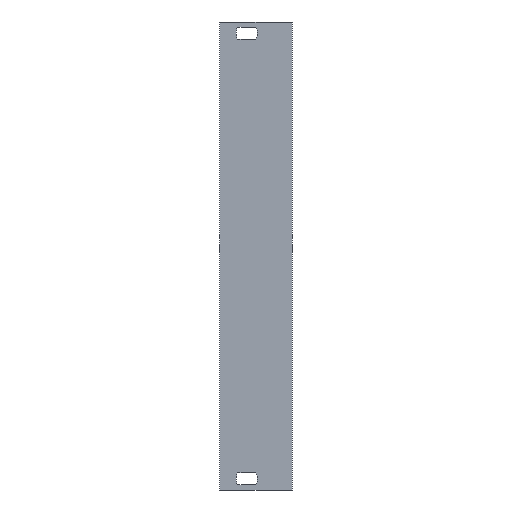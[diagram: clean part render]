
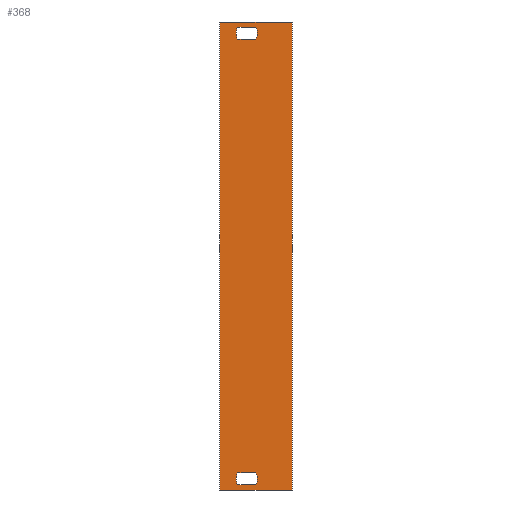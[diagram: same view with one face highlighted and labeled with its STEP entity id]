
A CAD part, front view. The second image highlights one B-rep face of the part: STEP entity #368.
In plain terms, the highlighted planar face has unit normal (0, -1, 0).
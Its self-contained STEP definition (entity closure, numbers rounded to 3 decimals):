
#93=DIRECTION('',(-1.,0.,0.));
#94=VECTOR('',#93,20.);
#95=CARTESIAN_POINT('',(10.,-2.5,64.35));
#96=LINE('',#95,#94);
#109=DIRECTION('',(-1.,0.,0.));
#110=VECTOR('',#109,20.);
#111=CARTESIAN_POINT('',(10.,-2.5,-64.35));
#112=LINE('',#111,#110);
#121=DIRECTION('',(0.,0.,-1.));
#122=VECTOR('',#121,128.7);
#123=CARTESIAN_POINT('',(-10.,-2.5,64.35));
#124=LINE('',#123,#122);
#125=DIRECTION('',(0.,0.,-1.));
#126=VECTOR('',#125,128.7);
#127=CARTESIAN_POINT('',(10.,-2.5,64.35));
#128=LINE('',#127,#126);
#129=CARTESIAN_POINT('',(-2.54,-2.5,61.25));
#130=DIRECTION('',(0.,1.,0.));
#131=DIRECTION('',(-0.829,0.,-0.559));
#132=AXIS2_PLACEMENT_3D('',#129,#130,#131);
#134=DIRECTION('',(-1.,0.,0.));
#135=VECTOR('',#134,4.891);
#136=CARTESIAN_POINT('',(-0.095,-2.5,59.6));
#137=LINE('',#136,#135);
#138=CARTESIAN_POINT('',(-2.54,-2.5,61.25));
#139=DIRECTION('',(0.,1.,0.));
#140=DIRECTION('',(0.829,0.,0.559));
#141=AXIS2_PLACEMENT_3D('',#138,#139,#140);
#143=DIRECTION('',(1.,0.,0.));
#144=VECTOR('',#143,4.891);
#145=CARTESIAN_POINT('',(-4.985,-2.5,62.9));
#146=LINE('',#145,#144);
#147=CARTESIAN_POINT('',(-2.54,-2.5,-61.25));
#148=DIRECTION('',(0.,1.,0.));
#149=DIRECTION('',(-0.829,0.,-0.559));
#150=AXIS2_PLACEMENT_3D('',#147,#148,#149);
#152=DIRECTION('',(-1.,0.,0.));
#153=VECTOR('',#152,4.891);
#154=CARTESIAN_POINT('',(-0.095,-2.5,-62.9));
#155=LINE('',#154,#153);
#156=CARTESIAN_POINT('',(-2.54,-2.5,-61.25));
#157=DIRECTION('',(0.,1.,0.));
#158=DIRECTION('',(0.829,0.,0.559));
#159=AXIS2_PLACEMENT_3D('',#156,#157,#158);
#161=DIRECTION('',(1.,0.,0.));
#162=VECTOR('',#161,4.891);
#163=CARTESIAN_POINT('',(-4.985,-2.5,-59.6));
#164=LINE('',#163,#162);
#205=CARTESIAN_POINT('',(10.,-2.5,64.35));
#206=CARTESIAN_POINT('',(-10.,-2.5,64.35));
#207=VERTEX_POINT('',#205);
#208=VERTEX_POINT('',#206);
#209=CARTESIAN_POINT('',(10.,-2.5,-64.35));
#210=CARTESIAN_POINT('',(-10.,-2.5,-64.35));
#211=VERTEX_POINT('',#209);
#212=VERTEX_POINT('',#210);
#221=CARTESIAN_POINT('',(-4.985,-2.5,59.6));
#222=CARTESIAN_POINT('',(-4.985,-2.5,62.9));
#223=VERTEX_POINT('',#221);
#224=VERTEX_POINT('',#222);
#225=CARTESIAN_POINT('',(-0.095,-2.5,62.9));
#226=VERTEX_POINT('',#225);
#227=CARTESIAN_POINT('',(-0.095,-2.5,59.6));
#228=VERTEX_POINT('',#227);
#237=CARTESIAN_POINT('',(-4.985,-2.5,-62.9));
#238=CARTESIAN_POINT('',(-4.985,-2.5,-59.6));
#239=VERTEX_POINT('',#237);
#240=VERTEX_POINT('',#238);
#241=CARTESIAN_POINT('',(-0.095,-2.5,-59.6));
#242=VERTEX_POINT('',#241);
#243=CARTESIAN_POINT('',(-0.095,-2.5,-62.9));
#244=VERTEX_POINT('',#243);
#337=CARTESIAN_POINT('',(10.,-2.5,64.35));
#338=DIRECTION('',(0.,-1.,0.));
#339=DIRECTION('',(-1.,0.,0.));
#340=AXIS2_PLACEMENT_3D('',#337,#338,#339);
#341=PLANE('',#340);
#342=ORIENTED_EDGE('',*,*,#289,.F.);
#343=ORIENTED_EDGE('',*,*,#304,.T.);
#344=ORIENTED_EDGE('',*,*,#318,.T.);
#345=ORIENTED_EDGE('',*,*,#331,.F.);
#346=EDGE_LOOP('',(#342,#343,#344,#345));
#347=FACE_OUTER_BOUND('',#346,.F.);
#349=ORIENTED_EDGE('',*,*,#348,.F.);
#351=ORIENTED_EDGE('',*,*,#350,.F.);
#353=ORIENTED_EDGE('',*,*,#352,.F.);
#355=ORIENTED_EDGE('',*,*,#354,.F.);
#356=EDGE_LOOP('',(#349,#351,#353,#355));
#357=FACE_BOUND('',#356,.F.);
#359=ORIENTED_EDGE('',*,*,#358,.F.);
#361=ORIENTED_EDGE('',*,*,#360,.F.);
#363=ORIENTED_EDGE('',*,*,#362,.F.);
#365=ORIENTED_EDGE('',*,*,#364,.F.);
#366=EDGE_LOOP('',(#359,#361,#363,#365));
#367=FACE_BOUND('',#366,.F.);
#368=ADVANCED_FACE('',(#347,#357,#367),#341,.T.);
#133=CIRCLE('',#132,2.95);
#142=CIRCLE('',#141,2.95);
#151=CIRCLE('',#150,2.95);
#160=CIRCLE('',#159,2.95);
#289=EDGE_CURVE('',#207,#208,#96,.T.);
#304=EDGE_CURVE('',#207,#211,#128,.T.);
#318=EDGE_CURVE('',#211,#212,#112,.T.);
#331=EDGE_CURVE('',#208,#212,#124,.T.);
#348=EDGE_CURVE('',#223,#224,#133,.T.);
#350=EDGE_CURVE('',#228,#223,#137,.T.);
#352=EDGE_CURVE('',#226,#228,#142,.T.);
#354=EDGE_CURVE('',#224,#226,#146,.T.);
#358=EDGE_CURVE('',#239,#240,#151,.T.);
#360=EDGE_CURVE('',#244,#239,#155,.T.);
#362=EDGE_CURVE('',#242,#244,#160,.T.);
#364=EDGE_CURVE('',#240,#242,#164,.T.);
